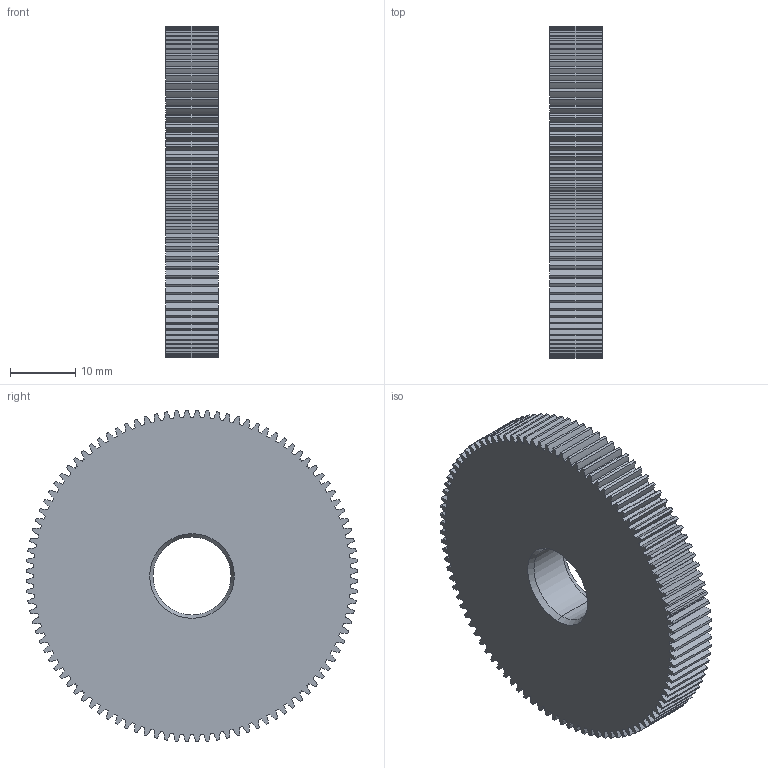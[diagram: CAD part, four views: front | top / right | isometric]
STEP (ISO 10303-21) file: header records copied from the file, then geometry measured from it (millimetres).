
FILE_DESCRIPTION (( 'STEP AP214' ), '1' );
FILE_NAME ('Metric - Spur gear 0.5M 100T 14.5PA 8FW.STEP', '2024-02-15T23:10:43', ( '' ), ( '' ), 'SwSTEP 2.0', 'SolidWorks 2022', '' );
FILE_SCHEMA (( 'AUTOMOTIVE_DESIGN' ));
Length unit declared in the file: millimetre
Products named in the file (1): Metric - Spur gear 0.5M 100T 14.5PA 8FW
Bounding box: 8 x 50.99 x 50.99 mm (x, y, z)
Volume: 14677.4 mm3; surface area: 6563.5 mm2
Topology: 1 solids, 1 shells, 413 faces, 1229 edges, 818 vertices
Faces by surface type: cylinder 407, cone 4, plane 2
Entity records: 14407 total; most frequent: DIRECTION 2875, CARTESIAN_POINT 2461, ORIENTED_EDGE 2458, AXIS2_PLACEMENT_3D 1232, EDGE_CURVE 1229, CIRCLE 818, VERTEX_POINT 818, EDGE_LOOP 415
